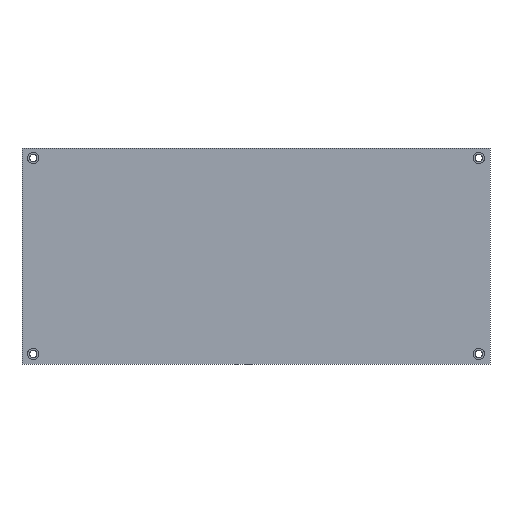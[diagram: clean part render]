
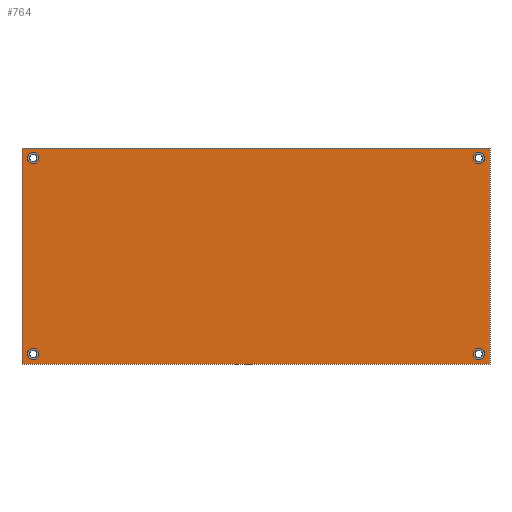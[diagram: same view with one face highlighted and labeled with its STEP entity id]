
A CAD part, front view. The second image highlights one B-rep face of the part: STEP entity #764.
In plain terms, the highlighted planar face has unit normal (0, -1, 0).
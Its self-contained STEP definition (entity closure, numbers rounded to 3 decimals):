
#441=CARTESIAN_POINT('POINT29',(322.263,0.,138.113));
#442=VERTEX_POINT('VERTEX29',#441);
#450=CARTESIAN_POINT('POINT30',(306.388,0.,138.113));
#451=VERTEX_POINT('VERTEX30',#450);
#458=CARTESIAN_POINT('POS52',(314.325,0.,138.113));
#459=DIRECTION('DIR89',(0.,-1.,0.));
#460=DIRECTION('DIR90',(-1.,0.,0.));
#461=AXIS2_PLACEMENT_3D('AXIS38',#458,#459,#460);
#462=CIRCLE('ELLIPSE25',#461,7.938);
#463=EDGE_CURVE('EDGE39',#451,#442,#462,.T.);
#476=CARTESIAN_POINT('POS54',(314.325,0.,138.113));
#477=DIRECTION('DIR93',(0.,-1.,0.));
#478=DIRECTION('DIR94',(1.,0.,0.));
#479=AXIS2_PLACEMENT_3D('AXIS40',#476,#477,#478);
#480=CIRCLE('ELLIPSE26',#479,7.938);
#481=EDGE_CURVE('EDGE40',#442,#451,#480,.T.);
#491=CARTESIAN_POINT('POINT31',(330.2,0.,152.4));
#492=VERTEX_POINT('VERTEX31',#491);
#500=CARTESIAN_POINT('POINT32',(-330.2,0.,152.4));
#501=VERTEX_POINT('VERTEX32',#500);
#508=CARTESIAN_POINT('POS58',(-330.2,0.,152.4));
#509=DIRECTION('DIR99',(1.,0.,0.));
#510=VECTOR('VEC17',#509,25.4);
#511=LINE('STRAIGHT17',#508,#510);
#512=EDGE_CURVE('EDGE43',#501,#492,#511,.T.);
#522=CARTESIAN_POINT('POINT33',(330.2,0.,-152.4));
#523=VERTEX_POINT('VERTEX33',#522);
#532=CARTESIAN_POINT('POS61',(330.2,0.,152.4));
#533=DIRECTION('DIR103',(0.,0.,-1.));
#534=VECTOR('VEC19',#533,25.4);
#535=LINE('STRAIGHT19',#532,#534);
#536=EDGE_CURVE('EDGE45',#492,#523,#535,.T.);
#546=CARTESIAN_POINT('POINT34',(-330.2,0.,-152.4));
#547=VERTEX_POINT('VERTEX34',#546);
#556=CARTESIAN_POINT('POS64',(330.2,0.,-152.4));
#557=DIRECTION('DIR107',(-1.,0.,0.));
#558=VECTOR('VEC21',#557,25.4);
#559=LINE('STRAIGHT21',#556,#558);
#560=EDGE_CURVE('EDGE47',#523,#547,#559,.T.);
#573=CARTESIAN_POINT('POS66',(-330.2,0.,-152.4));
#574=DIRECTION('DIR110',(0.,0.,1.));
#575=VECTOR('VEC22',#574,25.4);
#576=LINE('STRAIGHT22',#573,#575);
#577=EDGE_CURVE('EDGE48',#547,#501,#576,.T.);
#587=CARTESIAN_POINT('POINT35',(322.263,0.,-138.113));
#588=VERTEX_POINT('VERTEX35',#587);
#596=CARTESIAN_POINT('POINT36',(306.388,0.,-138.113));
#597=VERTEX_POINT('VERTEX36',#596);
#604=CARTESIAN_POINT('POS70',(314.325,0.,-138.113));
#605=DIRECTION('DIR115',(0.,-1.,0.));
#606=DIRECTION('DIR116',(-1.,0.,0.));
#607=AXIS2_PLACEMENT_3D('AXIS46',#604,#605,#606);
#608=CIRCLE('ELLIPSE27',#607,7.938);
#609=EDGE_CURVE('EDGE51',#597,#588,#608,.T.);
#622=CARTESIAN_POINT('POS72',(314.325,0.,-138.113));
#623=DIRECTION('DIR119',(0.,-1.,0.));
#624=DIRECTION('DIR120',(1.,0.,0.));
#625=AXIS2_PLACEMENT_3D('AXIS48',#622,#623,#624);
#626=CIRCLE('ELLIPSE28',#625,7.938);
#627=EDGE_CURVE('EDGE52',#588,#597,#626,.T.);
#637=CARTESIAN_POINT('POINT37',(-306.388,0.,138.113));
#638=VERTEX_POINT('VERTEX37',#637);
#646=CARTESIAN_POINT('POINT38',(-322.263,0.,138.113));
#647=VERTEX_POINT('VERTEX38',#646);
#654=CARTESIAN_POINT('POS76',(-314.325,0.,138.113));
#655=DIRECTION('DIR125',(0.,-1.,0.));
#656=DIRECTION('DIR126',(-1.,0.,0.));
#657=AXIS2_PLACEMENT_3D('AXIS50',#654,#655,#656);
#658=CIRCLE('ELLIPSE29',#657,7.938);
#659=EDGE_CURVE('EDGE55',#647,#638,#658,.T.);
#672=CARTESIAN_POINT('POS78',(-314.325,0.,138.113));
#673=DIRECTION('DIR129',(0.,-1.,0.));
#674=DIRECTION('DIR130',(1.,0.,0.));
#675=AXIS2_PLACEMENT_3D('AXIS52',#672,#673,#674);
#676=CIRCLE('ELLIPSE30',#675,7.938);
#677=EDGE_CURVE('EDGE56',#638,#647,#676,.T.);
#687=CARTESIAN_POINT('POINT39',(-306.388,0.,-138.113))
   ;
#688=VERTEX_POINT('VERTEX39',#687);
#696=CARTESIAN_POINT('POINT40',(-322.263,0.,-138.113))
   ;
#697=VERTEX_POINT('VERTEX40',#696);
#704=CARTESIAN_POINT('POS82',(-314.325,0.,-138.113));
#705=DIRECTION('DIR135',(0.,-1.,0.));
#706=DIRECTION('DIR136',(-1.,0.,0.));
#707=AXIS2_PLACEMENT_3D('AXIS54',#704,#705,#706);
#708=CIRCLE('ELLIPSE31',#707,7.938);
#709=EDGE_CURVE('EDGE59',#697,#688,#708,.T.);
#722=CARTESIAN_POINT('POS84',(-314.325,0.,-138.113));
#723=DIRECTION('DIR139',(0.,-1.,0.));
#724=DIRECTION('DIR140',(1.,0.,0.));
#725=AXIS2_PLACEMENT_3D('AXIS56',#722,#723,#724);
#726=CIRCLE('ELLIPSE32',#725,7.938);
#727=EDGE_CURVE('EDGE60',#688,#697,#726,.T.);
#737=ORIENTED_EDGE('COEDGE109',*,*,#727,.F.);
#738=ORIENTED_EDGE('COEDGE110',*,*,#709,.F.);
#739=EDGE_LOOP('NONE',(#737,#738));
#740=FACE_BOUND('LOOP1',#739,.T.);
#741=ORIENTED_EDGE('COEDGE111',*,*,#677,.F.);
#742=ORIENTED_EDGE('COEDGE112',*,*,#659,.F.);
#743=EDGE_LOOP('NONE',(#741,#742));
#744=FACE_BOUND('LOOP1',#743,.T.);
#745=ORIENTED_EDGE('COEDGE113',*,*,#627,.F.);
#746=ORIENTED_EDGE('COEDGE114',*,*,#609,.F.);
#747=EDGE_LOOP('NONE',(#745,#746));
#748=FACE_BOUND('LOOP1',#747,.T.);
#749=ORIENTED_EDGE('COEDGE115',*,*,#577,.F.);
#750=ORIENTED_EDGE('COEDGE116',*,*,#560,.F.);
#751=ORIENTED_EDGE('COEDGE117',*,*,#536,.F.);
#752=ORIENTED_EDGE('COEDGE118',*,*,#512,.F.);
#753=EDGE_LOOP('NONE',(#749,#750,#751,#752));
#754=FACE_BOUND('LOOP1',#753,.T.);
#755=ORIENTED_EDGE('COEDGE119',*,*,#481,.F.);
#756=ORIENTED_EDGE('COEDGE120',*,*,#463,.F.);
#757=EDGE_LOOP('NONE',(#755,#756));
#758=FACE_BOUND('LOOP1',#757,.T.);
#759=CARTESIAN_POINT('POS86',(0.,0.,0.));
#760=DIRECTION('DIR143',(0.,1.,0.));
#761=DIRECTION('DIR144',(1.,0.,0.));
#762=AXIS2_PLACEMENT_3D('AXIS58',#759,#760,#761);
#763=PLANE('PLANE10',#762);
#764=ADVANCED_FACE('FACE26',(#740,#744,#748,#754,#758),#763,.F.);
